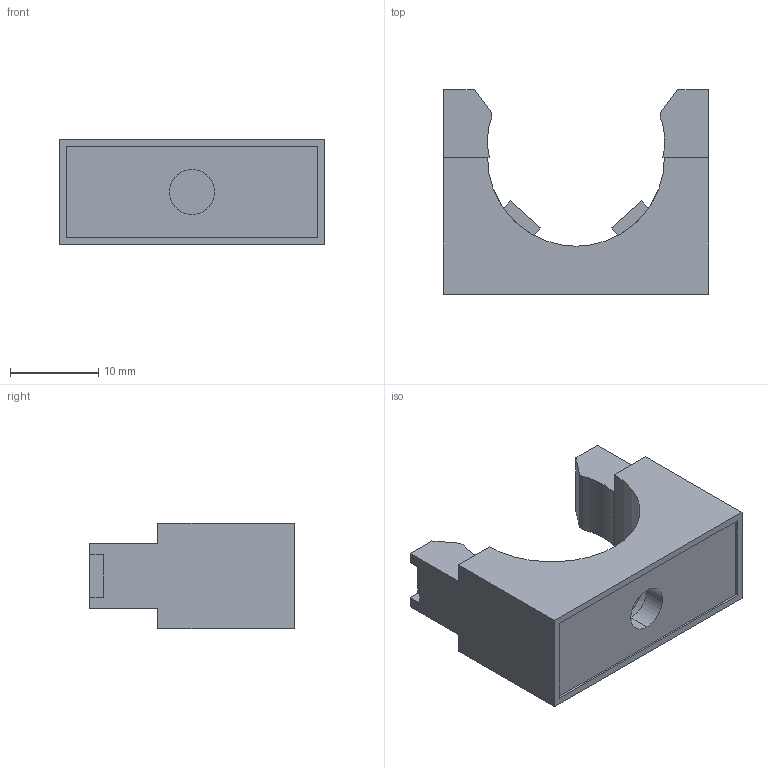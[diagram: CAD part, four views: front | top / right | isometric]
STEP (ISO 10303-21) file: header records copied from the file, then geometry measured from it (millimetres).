
FILE_DESCRIPTION (( 'STEP AP203' ), '1' );
FILE_NAME ('MB-11-BK.STEP', '2010-05-20T07:02:35', ( 'Owner' ), ( '' ), 'SwSTEP 2.0', 'SolidWorks 2008', '' );
FILE_SCHEMA (( 'CONFIG_CONTROL_DESIGN' ));
Length unit declared in the file: inch
Products named in the file (1): MB-11-BK
Bounding box: 29.97 x 23.11 x 11.94 mm (x, y, z)
Volume: 3874.2 mm3; surface area: 2489.8 mm2
Topology: 1 solids, 1 shells, 56 faces, 143 edges, 94 vertices
Faces by surface type: plane 48, cylinder 8
Entity records: 1754 total; most frequent: CARTESIAN_POINT 294, ORIENTED_EDGE 286, DIRECTION 277, EDGE_CURVE 143, VECTOR 123, LINE 123, VERTEX_POINT 94, AXIS2_PLACEMENT_3D 77
